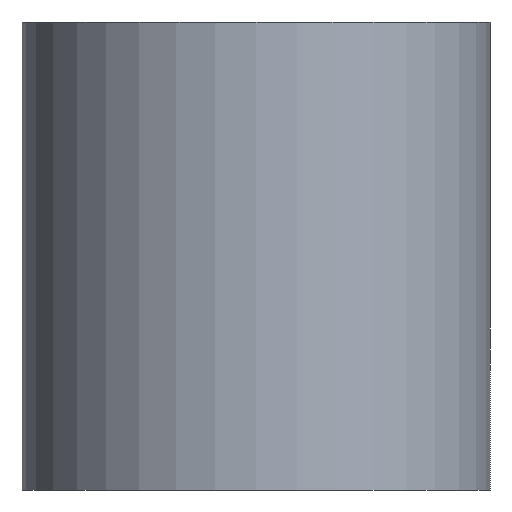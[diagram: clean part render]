
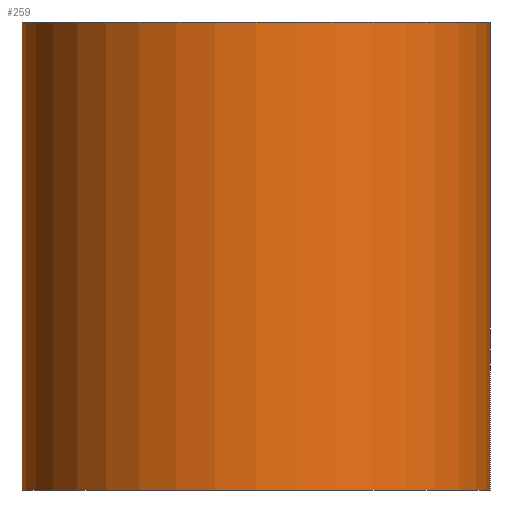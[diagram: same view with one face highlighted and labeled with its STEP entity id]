
A CAD part, left-side view. The second image highlights one B-rep face of the part: STEP entity #259.
In plain terms, the highlighted cylindrical face has radius 20 mm (diameter 40 mm), a partial arc.
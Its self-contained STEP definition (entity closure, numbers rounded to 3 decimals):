
#36=LINE('',#438,#54);
#37=LINE('',#441,#55);
#54=VECTOR('',#364,10.);
#55=VECTOR('',#367,10.);
#66=CYLINDRICAL_SURFACE('',#299,20.);
#89=FACE_OUTER_BOUND('',#105,.T.);
#105=EDGE_LOOP('',(#217,#218,#219,#220));
#126=CIRCLE('',#300,20.);
#127=CIRCLE('',#301,20.);
#145=VERTEX_POINT('',#434);
#146=VERTEX_POINT('',#435);
#147=VERTEX_POINT('',#437);
#148=VERTEX_POINT('',#439);
#173=EDGE_CURVE('',#145,#146,#126,.T.);
#174=EDGE_CURVE('',#146,#147,#36,.T.);
#175=EDGE_CURVE('',#148,#147,#127,.T.);
#176=EDGE_CURVE('',#145,#148,#37,.T.);
#217=ORIENTED_EDGE('',*,*,#173,.T.);
#218=ORIENTED_EDGE('',*,*,#174,.T.);
#219=ORIENTED_EDGE('',*,*,#175,.F.);
#220=ORIENTED_EDGE('',*,*,#176,.F.);
#259=ADVANCED_FACE('',(#89),#66,.T.);
#299=AXIS2_PLACEMENT_3D('',#433,#360,#361);
#300=AXIS2_PLACEMENT_3D('',#436,#362,#363);
#301=AXIS2_PLACEMENT_3D('',#440,#365,#366);
#360=DIRECTION('center_axis',(0.,0.,1.));
#361=DIRECTION('ref_axis',(0.,1.,0.));
#362=DIRECTION('center_axis',(0.,0.,1.));
#363=DIRECTION('ref_axis',(0.,1.,0.));
#364=DIRECTION('',(0.,0.,1.));
#365=DIRECTION('center_axis',(0.,0.,1.));
#366=DIRECTION('ref_axis',(0.,1.,0.));
#367=DIRECTION('',(0.,0.,1.));
#433=CARTESIAN_POINT('Origin',(0.,0.,0.));
#434=CARTESIAN_POINT('',(0.,20.,0.));
#435=CARTESIAN_POINT('',(0.,-20.,0.));
#436=CARTESIAN_POINT('Origin',(0.,0.,0.));
#437=CARTESIAN_POINT('',(0.,-20.,40.));
#438=CARTESIAN_POINT('',(0.,-20.,0.));
#439=CARTESIAN_POINT('',(0.,20.,40.));
#440=CARTESIAN_POINT('Origin',(0.,0.,40.));
#441=CARTESIAN_POINT('',(0.,20.,0.));
